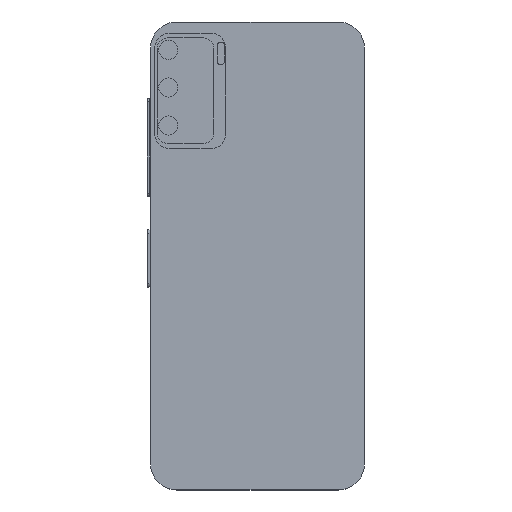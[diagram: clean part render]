
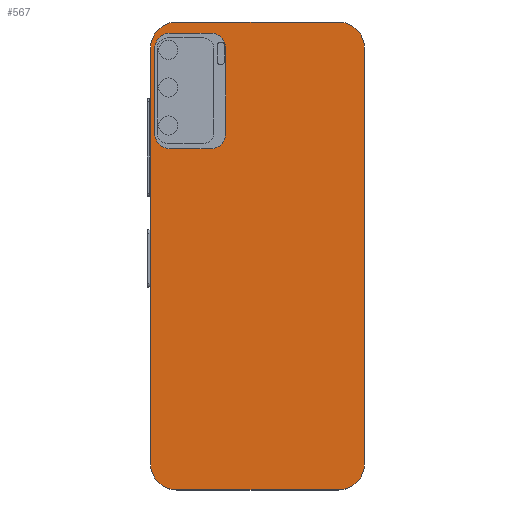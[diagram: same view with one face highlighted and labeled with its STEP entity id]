
A CAD part, top view. The second image highlights one B-rep face of the part: STEP entity #567.
In plain terms, the highlighted planar face has unit normal (0, 0, 1).
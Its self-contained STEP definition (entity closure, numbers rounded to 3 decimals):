
#70 = LINE ( 'NONE', #2507, #557 ) ;
#75 = LINE ( 'NONE', #1054, #1297 ) ;
#84 = EDGE_LOOP ( 'NONE', ( #1819, #920, #1698, #1526, #3025, #824, #2598, #2807 ) ) ;
#163 = CARTESIAN_POINT ( 'NONE',  ( -20.43, -39.67, 8.66 ) ) ;
#182 = CARTESIAN_POINT ( 'NONE',  ( 15.43, -44.67, 8.66 ) ) ;
#188 = EDGE_CURVE ( 'NONE', #2365, #3158, #75, .T. ) ;
#272 = DIRECTION ( 'NONE',  ( 0., -1., 0. ) ) ;
#286 = AXIS2_PLACEMENT_3D ( 'NONE', #1395, #3157, #929 ) ;
#291 = EDGE_CURVE ( 'NONE', #755, #991, #2635, .T. ) ;
#397 = VECTOR ( 'NONE', #1605, 1000. ) ;
#399 = CIRCLE ( 'NONE', #716, 5. ) ;
#412 = VERTEX_POINT ( 'NONE', #182 ) ;
#491 = CARTESIAN_POINT ( 'NONE',  ( 0., -44.67, 8.66 ) ) ;
#528 = DIRECTION ( 'NONE',  ( 0., 0., 1. ) ) ;
#548 = EDGE_CURVE ( 'NONE', #2644, #755, #399, .T. ) ;
#557 = VECTOR ( 'NONE', #1994, 1000. ) ;
#567 = ADVANCED_FACE ( 'NONE', ( #747 ), #810, .T. ) ;
#611 = EDGE_CURVE ( 'NONE', #3158, #2320, #613, .T. ) ;
#613 = CIRCLE ( 'NONE', #1300, 5. ) ;
#616 = EDGE_CURVE ( 'NONE', #1137, #2644, #70, .T. ) ;
#716 = AXIS2_PLACEMENT_3D ( 'NONE', #2030, #2265, #2059 ) ;
#747 = FACE_OUTER_BOUND ( 'NONE', #84, .T. ) ;
#755 = VERTEX_POINT ( 'NONE', #1872 ) ;
#781 = DIRECTION ( 'NONE',  ( 1., 0., 0. ) ) ;
#797 = EDGE_CURVE ( 'NONE', #412, #1137, #1149, .T. ) ;
#810 = PLANE ( 'NONE',  #1456 ) ;
#824 = ORIENTED_EDGE ( 'NONE', *, *, #797, .T. ) ;
#860 = CARTESIAN_POINT ( 'NONE',  ( 15.43, -39.67, 8.66 ) ) ;
#875 = AXIS2_PLACEMENT_3D ( 'NONE', #860, #2842, #2584 ) ;
#920 = ORIENTED_EDGE ( 'NONE', *, *, #1710, .T. ) ;
#929 = DIRECTION ( 'NONE',  ( 1., 0., 0. ) ) ;
#991 = VERTEX_POINT ( 'NONE', #1444 ) ;
#1049 = DIRECTION ( 'NONE',  ( 0., 0., 1. ) ) ;
#1054 = CARTESIAN_POINT ( 'NONE',  ( -20.43, 0., 8.66 ) ) ;
#1116 = CARTESIAN_POINT ( 'NONE',  ( -20.43, 39.67, 8.66 ) ) ;
#1137 = VERTEX_POINT ( 'NONE', #2574 ) ;
#1149 = CIRCLE ( 'NONE', #875, 5. ) ;
#1229 = CARTESIAN_POINT ( 'NONE',  ( -15.43, -44.67, 8.66 ) ) ;
#1297 = VECTOR ( 'NONE', #272, 1000. ) ;
#1300 = AXIS2_PLACEMENT_3D ( 'NONE', #1770, #528, #1798 ) ;
#1395 = CARTESIAN_POINT ( 'NONE',  ( -15.43, 39.67, 8.66 ) ) ;
#1444 = CARTESIAN_POINT ( 'NONE',  ( -15.43, 44.67, 8.66 ) ) ;
#1456 = AXIS2_PLACEMENT_3D ( 'NONE', #2311, #1049, #781 ) ;
#1498 = DIRECTION ( 'NONE',  ( 1., 0., 0. ) ) ;
#1526 = ORIENTED_EDGE ( 'NONE', *, *, #611, .T. ) ;
#1605 = DIRECTION ( 'NONE',  ( -1., 0., 0. ) ) ;
#1633 = VECTOR ( 'NONE', #1498, 1000. ) ;
#1698 = ORIENTED_EDGE ( 'NONE', *, *, #188, .T. ) ;
#1710 = EDGE_CURVE ( 'NONE', #991, #2365, #2070, .T. ) ;
#1770 = CARTESIAN_POINT ( 'NONE',  ( -15.43, -39.67, 8.66 ) ) ;
#1798 = DIRECTION ( 'NONE',  ( 1., 0., 0. ) ) ;
#1819 = ORIENTED_EDGE ( 'NONE', *, *, #291, .T. ) ;
#1872 = CARTESIAN_POINT ( 'NONE',  ( 15.43, 44.67, 8.66 ) ) ;
#1914 = EDGE_CURVE ( 'NONE', #2320, #412, #2725, .T. ) ;
#1994 = DIRECTION ( 'NONE',  ( 0., 1., 0. ) ) ;
#2030 = CARTESIAN_POINT ( 'NONE',  ( 15.43, 39.67, 8.66 ) ) ;
#2059 = DIRECTION ( 'NONE',  ( 1., 0., 0. ) ) ;
#2070 = CIRCLE ( 'NONE', #286, 5. ) ;
#2230 = CARTESIAN_POINT ( 'NONE',  ( 20.43, 39.67, 8.66 ) ) ;
#2265 = DIRECTION ( 'NONE',  ( 0., 0., 1. ) ) ;
#2311 = CARTESIAN_POINT ( 'NONE',  ( 0., 0., 8.66 ) ) ;
#2320 = VERTEX_POINT ( 'NONE', #1229 ) ;
#2365 = VERTEX_POINT ( 'NONE', #1116 ) ;
#2507 = CARTESIAN_POINT ( 'NONE',  ( 20.43, 0., 8.66 ) ) ;
#2574 = CARTESIAN_POINT ( 'NONE',  ( 20.43, -39.67, 8.66 ) ) ;
#2584 = DIRECTION ( 'NONE',  ( 1., 0., 0. ) ) ;
#2598 = ORIENTED_EDGE ( 'NONE', *, *, #616, .T. ) ;
#2635 = LINE ( 'NONE', #3087, #397 ) ;
#2644 = VERTEX_POINT ( 'NONE', #2230 ) ;
#2725 = LINE ( 'NONE', #491, #1633 ) ;
#2807 = ORIENTED_EDGE ( 'NONE', *, *, #548, .T. ) ;
#2842 = DIRECTION ( 'NONE',  ( 0., 0., 1. ) ) ;
#3025 = ORIENTED_EDGE ( 'NONE', *, *, #1914, .T. ) ;
#3087 = CARTESIAN_POINT ( 'NONE',  ( 0., 44.67, 8.66 ) ) ;
#3157 = DIRECTION ( 'NONE',  ( 0., 0., 1. ) ) ;
#3158 = VERTEX_POINT ( 'NONE', #163 ) ;
